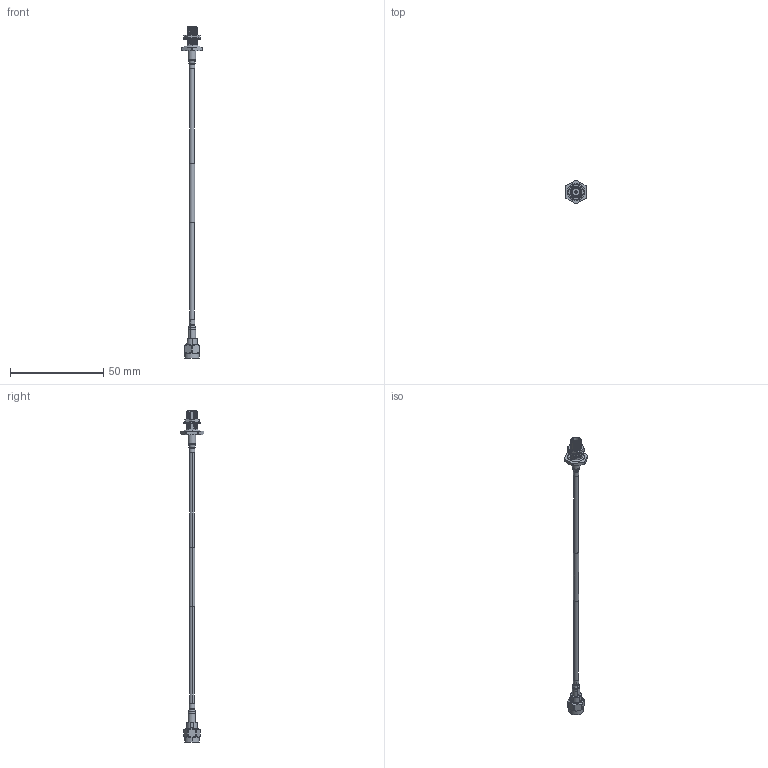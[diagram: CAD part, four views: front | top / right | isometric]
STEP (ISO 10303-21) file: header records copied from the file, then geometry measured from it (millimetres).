
FILE_DESCRIPTION (( 'STEP AP214' ), '1' );
FILE_NAME ('FMCA3262_3D.step', '2023-05-10T07:54:18', ( '' ), ( '' ), 'SwSTEP 2.0', 'SolidWorks 2022', '' );
FILE_SCHEMA (( 'AUTOMOTIVE_DESIGN' ));
Length unit declared in the file: inch
Products named in the file (6): HeatShrink_FMCN1431; HeatShrink_SC5833; FMCN1431; FM-SR086TBJ; FMCA3262_3D; SC5833
Assembly tree (5 placements, depth 2):
  FMCA3262_3D
    FM-SR086TBJ
    FMCN1431
    HeatShrink_FMCN1431
    SC5833
    HeatShrink_SC5833
Bounding box: 11.1 x 12.7 x 177.78 mm (x, y, z)
Volume: 1988.4 mm3; surface area: 3278.5 mm2
Topology: 9 solids, 10 shells, 392 faces, 1023 edges, 677 vertices
Faces by surface type: cylinder 162, bspline 85, plane 83, cone 50, torus 12
Entity records: 29684 total; most frequent: CARTESIAN_POINT 20013, ORIENTED_EDGE 2046, DIRECTION 1578, EDGE_CURVE 1023, VERTEX_POINT 677, AXIS2_PLACEMENT_3D 656, EDGE_LOOP 438, ADVANCED_FACE 392
